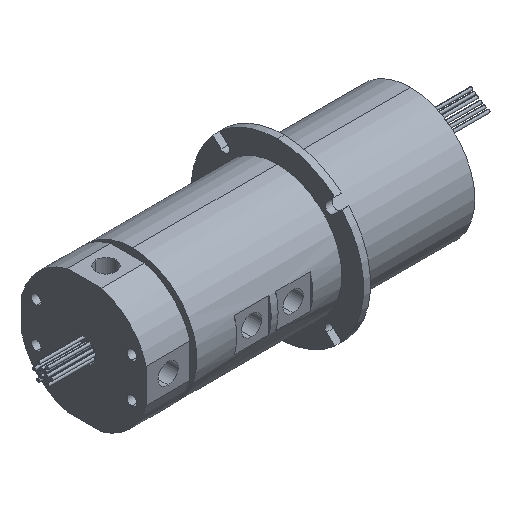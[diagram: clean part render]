
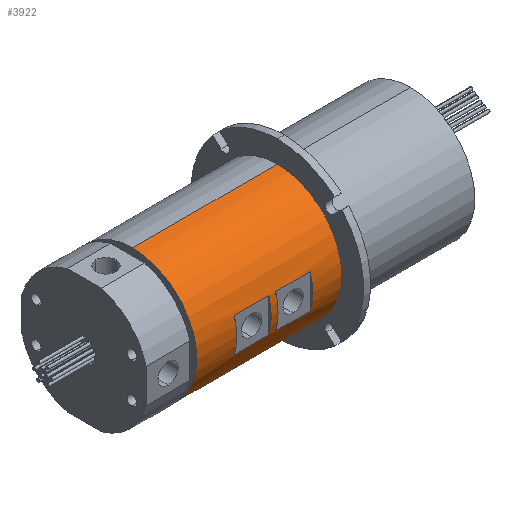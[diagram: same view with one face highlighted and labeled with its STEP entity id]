
A CAD part, isometric view. The second image highlights one B-rep face of the part: STEP entity #3922.
In plain terms, the highlighted cylindrical face has radius 28 mm (diameter 56 mm), a partial arc.
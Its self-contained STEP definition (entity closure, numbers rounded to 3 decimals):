
#37 = AXIS2_PLACEMENT_3D ( 'NONE', #4895, #2110, #5350 ) ;
#63 = VECTOR ( 'NONE', #1665, 1000. ) ;
#67 = CARTESIAN_POINT ( 'NONE',  ( 53.3, -27., 7.416 ) ) ;
#87 = CARTESIAN_POINT ( 'NONE',  ( 84., 0., 0. ) ) ;
#225 = AXIS2_PLACEMENT_3D ( 'NONE', #3582, #2474, #2002 ) ;
#238 = EDGE_CURVE ( 'NONE', #5253, #2220, #2557, .T. ) ;
#285 = DIRECTION ( 'NONE',  ( -1., 0., 0. ) ) ;
#371 = AXIS2_PLACEMENT_3D ( 'NONE', #3779, #1004, #4250 ) ;
#385 = VERTEX_POINT ( 'NONE', #2299 ) ;
#391 = DIRECTION ( 'NONE',  ( -1., 0., 0. ) ) ;
#434 = EDGE_LOOP ( 'NONE', ( #2693, #1102, #1518, #3275 ) ) ;
#516 = CYLINDRICAL_SURFACE ( 'NONE', #1300, 28. ) ;
#534 = CARTESIAN_POINT ( 'NONE',  ( 71.3, -27., -7.416 ) ) ;
#543 = DIRECTION ( 'NONE',  ( 0., 0., 1. ) ) ;
#552 = CARTESIAN_POINT ( 'NONE',  ( 84., -27., -7.416 ) ) ;
#561 = EDGE_CURVE ( 'NONE', #2348, #1775, #827, .T. ) ;
#605 = DIRECTION ( 'NONE',  ( -1., 0., 0. ) ) ;
#653 = CARTESIAN_POINT ( 'NONE',  ( 56.3, -27., -7.416 ) ) ;
#748 = VECTOR ( 'NONE', #5549, 1000. ) ;
#827 = CIRCLE ( 'NONE', #225, 28. ) ;
#922 = AXIS2_PLACEMENT_3D ( 'NONE', #3169, #391, #3628 ) ;
#926 = LINE ( 'NONE', #3842, #4631 ) ;
#981 = EDGE_LOOP ( 'NONE', ( #4094, #2867, #5348, #5005 ) ) ;
#1004 = DIRECTION ( 'NONE',  ( 1., 0., 0. ) ) ;
#1045 = EDGE_CURVE ( 'NONE', #5253, #1772, #5844, .T. ) ;
#1099 = FACE_OUTER_BOUND ( 'NONE', #981, .T. ) ;
#1102 = ORIENTED_EDGE ( 'NONE', *, *, #2896, .T. ) ;
#1300 = AXIS2_PLACEMENT_3D ( 'NONE', #87, #5160, #543 ) ;
#1448 = EDGE_LOOP ( 'NONE', ( #3875, #3247, #1907, #3049 ) ) ;
#1451 = CARTESIAN_POINT ( 'NONE',  ( 38.3, 0., 0. ) ) ;
#1454 = CARTESIAN_POINT ( 'NONE',  ( 84., 0., 28. ) ) ;
#1491 = CIRCLE ( 'NONE', #37, 28. ) ;
#1518 = ORIENTED_EDGE ( 'NONE', *, *, #3104, .F. ) ;
#1529 = EDGE_CURVE ( 'NONE', #5086, #1775, #926, .T. ) ;
#1665 = DIRECTION ( 'NONE',  ( -1., 0., 0. ) ) ;
#1698 = CARTESIAN_POINT ( 'NONE',  ( 84., 0., 0. ) ) ;
#1772 = VERTEX_POINT ( 'NONE', #2395 ) ;
#1775 = VERTEX_POINT ( 'NONE', #5625 ) ;
#1895 = CIRCLE ( 'NONE', #371, 28. ) ;
#1907 = ORIENTED_EDGE ( 'NONE', *, *, #2179, .F. ) ;
#1910 = DIRECTION ( 'NONE',  ( 0., 0., 1. ) ) ;
#2002 = DIRECTION ( 'NONE',  ( 0., 0., -1. ) ) ;
#2110 = DIRECTION ( 'NONE',  ( 1., 0., 0. ) ) ;
#2158 = DIRECTION ( 'NONE',  ( 0., 0., -1. ) ) ;
#2179 = EDGE_CURVE ( 'NONE', #385, #1772, #3599, .T. ) ;
#2220 = VERTEX_POINT ( 'NONE', #534 ) ;
#2299 = CARTESIAN_POINT ( 'NONE',  ( 71.3, -27., 7.416 ) ) ;
#2348 = VERTEX_POINT ( 'NONE', #3395 ) ;
#2395 = CARTESIAN_POINT ( 'NONE',  ( 56.3, -27., 7.416 ) ) ;
#2404 = CIRCLE ( 'NONE', #3312, 28. ) ;
#2407 = VECTOR ( 'NONE', #4259, 1000. ) ;
#2474 = DIRECTION ( 'NONE',  ( 1., 0., 0. ) ) ;
#2480 = VERTEX_POINT ( 'NONE', #4436 ) ;
#2550 = VECTOR ( 'NONE', #285, 1000. ) ;
#2557 = LINE ( 'NONE', #552, #2407 ) ;
#2693 = ORIENTED_EDGE ( 'NONE', *, *, #3640, .F. ) ;
#2867 = ORIENTED_EDGE ( 'NONE', *, *, #3139, .F. ) ;
#2896 = EDGE_CURVE ( 'NONE', #5659, #2480, #5109, .T. ) ;
#3044 = CARTESIAN_POINT ( 'NONE',  ( 84., -27., 7.416 ) ) ;
#3049 = ORIENTED_EDGE ( 'NONE', *, *, #3920, .T. ) ;
#3104 = EDGE_CURVE ( 'NONE', #3691, #2480, #3790, .T. ) ;
#3139 = EDGE_CURVE ( 'NONE', #3761, #5086, #2404, .T. ) ;
#3169 = CARTESIAN_POINT ( 'NONE',  ( 56.3, 0., 0. ) ) ;
#3247 = ORIENTED_EDGE ( 'NONE', *, *, #1045, .T. ) ;
#3275 = ORIENTED_EDGE ( 'NONE', *, *, #4556, .T. ) ;
#3312 = AXIS2_PLACEMENT_3D ( 'NONE', #1698, #4930, #2158 ) ;
#3347 = LINE ( 'NONE', #4403, #4280 ) ;
#3395 = CARTESIAN_POINT ( 'NONE',  ( 21., 0., 28. ) ) ;
#3573 = CARTESIAN_POINT ( 'NONE',  ( 53.3, -27., -7.416 ) ) ;
#3582 = CARTESIAN_POINT ( 'NONE',  ( 21., 0., 0. ) ) ;
#3599 = LINE ( 'NONE', #4439, #63 ) ;
#3628 = DIRECTION ( 'NONE',  ( 0., 0., 1. ) ) ;
#3640 = EDGE_CURVE ( 'NONE', #5659, #4650, #5516, .T. ) ;
#3691 = VERTEX_POINT ( 'NONE', #67 ) ;
#3761 = VERTEX_POINT ( 'NONE', #1454 ) ;
#3779 = CARTESIAN_POINT ( 'NONE',  ( 71.3, 0., 0. ) ) ;
#3790 = LINE ( 'NONE', #3044, #2550 ) ;
#3842 = CARTESIAN_POINT ( 'NONE',  ( 84., 0., -28. ) ) ;
#3875 = ORIENTED_EDGE ( 'NONE', *, *, #238, .F. ) ;
#3920 = EDGE_CURVE ( 'NONE', #385, #2220, #1895, .T. ) ;
#3922 = ADVANCED_FACE ( 'NONE', ( #1099, #5442, #4367 ), #516, .T. ) ;
#4089 = EDGE_CURVE ( 'NONE', #3761, #2348, #3347, .T. ) ;
#4094 = ORIENTED_EDGE ( 'NONE', *, *, #1529, .F. ) ;
#4250 = DIRECTION ( 'NONE',  ( 0., 0., -1. ) ) ;
#4259 = DIRECTION ( 'NONE',  ( 1., 0., 0. ) ) ;
#4280 = VECTOR ( 'NONE', #5766, 1000. ) ;
#4367 = FACE_BOUND ( 'NONE', #1448, .T. ) ;
#4403 = CARTESIAN_POINT ( 'NONE',  ( 84., 0., 28. ) ) ;
#4436 = CARTESIAN_POINT ( 'NONE',  ( 38.3, -27., 7.416 ) ) ;
#4439 = CARTESIAN_POINT ( 'NONE',  ( 84., -27., 7.416 ) ) ;
#4556 = EDGE_CURVE ( 'NONE', #3691, #4650, #1491, .T. ) ;
#4631 = VECTOR ( 'NONE', #605, 1000. ) ;
#4650 = VERTEX_POINT ( 'NONE', #3573 ) ;
#4696 = DIRECTION ( 'NONE',  ( -1., 0., 0. ) ) ;
#4763 = CARTESIAN_POINT ( 'NONE',  ( 38.3, -27., -7.416 ) ) ;
#4895 = CARTESIAN_POINT ( 'NONE',  ( 53.3, 0., 0. ) ) ;
#4930 = DIRECTION ( 'NONE',  ( 1., 0., 0. ) ) ;
#5005 = ORIENTED_EDGE ( 'NONE', *, *, #561, .T. ) ;
#5086 = VERTEX_POINT ( 'NONE', #5758 ) ;
#5109 = CIRCLE ( 'NONE', #5699, 28. ) ;
#5160 = DIRECTION ( 'NONE',  ( -1., 0., 0. ) ) ;
#5253 = VERTEX_POINT ( 'NONE', #653 ) ;
#5348 = ORIENTED_EDGE ( 'NONE', *, *, #4089, .T. ) ;
#5350 = DIRECTION ( 'NONE',  ( 0., 0., -1. ) ) ;
#5442 = FACE_BOUND ( 'NONE', #434, .T. ) ;
#5516 = LINE ( 'NONE', #5565, #748 ) ;
#5549 = DIRECTION ( 'NONE',  ( 1., 0., 0. ) ) ;
#5565 = CARTESIAN_POINT ( 'NONE',  ( 84., -27., -7.416 ) ) ;
#5625 = CARTESIAN_POINT ( 'NONE',  ( 21., 0., -28. ) ) ;
#5659 = VERTEX_POINT ( 'NONE', #4763 ) ;
#5699 = AXIS2_PLACEMENT_3D ( 'NONE', #1451, #4696, #1910 ) ;
#5758 = CARTESIAN_POINT ( 'NONE',  ( 84., 0., -28. ) ) ;
#5766 = DIRECTION ( 'NONE',  ( -1., 0., 0. ) ) ;
#5844 = CIRCLE ( 'NONE', #922, 28. ) ;
